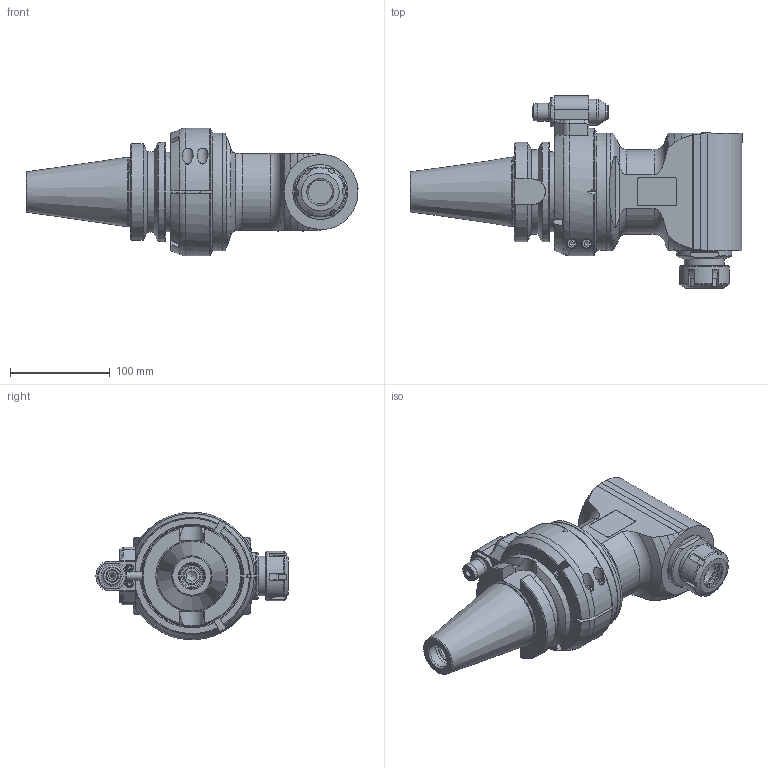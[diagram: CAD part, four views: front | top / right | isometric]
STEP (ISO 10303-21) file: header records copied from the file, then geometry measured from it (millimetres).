
FILE_DESCRIPTION(/* description */ (''),/* implementation_level */ '2;1');
FILE_NAME(/* name */ '9.F90.20000-2B50.stp',/* time_stamp */ '2023-02-28T09:40:34-05:00',/* author */ ('jkrenzer'),/* organization */ (''),/* preprocessor_version */ 'ST-DEVELOPER v18.1',/* originating_system */ 'Autodesk Inventor 2022',/* authorisation */ '');
FILE_SCHEMA (('AUTOMOTIVE_DESIGN { 1 0 10303 214 3 1 1 }'));
Length unit declared in the file: millimetre
Products named in the file (3): 9.F90.20000-2B50; 9_GA2_358_2   (Type 2, BT50, 80mm); 9_F90_20000
Assembly tree (2 placements, depth 2):
  9.F90.20000-2B50
    9_GA2_358_2   (Type 2, BT50, 80mm)
    9_F90_20000
Bounding box: 333.16 x 192.75 x 128 mm (x, y, z)
Volume: 2184056.3 mm3; surface area: 224684.1 mm2
Topology: 5 solids, 5 shells, 517 faces, 1345 edges, 875 vertices
Faces by surface type: plane 240, cylinder 118, cone 104, torus 44, bspline 7, sphere 4
Full cylindrical faces by diameter (mm): 2.5 x3, 2.6 x2, 3 x1, 4.2 x2, 5 x4, 5.3 x2, 6 x4, 6.5 x1, 7 x1, 8 x3, 8.821 x1, 10 x4, 10.4 x2, 11 x2, 12 x4, 12.5 x3, 14 x1, 18 x2, 21 x1, 22.6 x1, 24 x1, 25 x1, 25.6 x1, 26 x1, 27 x2, 29.5 x1, 35.8 x1, 38.5 x1, 40 x1, 40.6 x1
Entity records: 30835 total; most frequent: CARTESIAN_POINT 18491, ORIENTED_EDGE 2652, DIRECTION 2500, EDGE_CURVE 1326, AXIS2_PLACEMENT_3D 976, VERTEX_POINT 875, EDGE_LOOP 581, LINE 548
